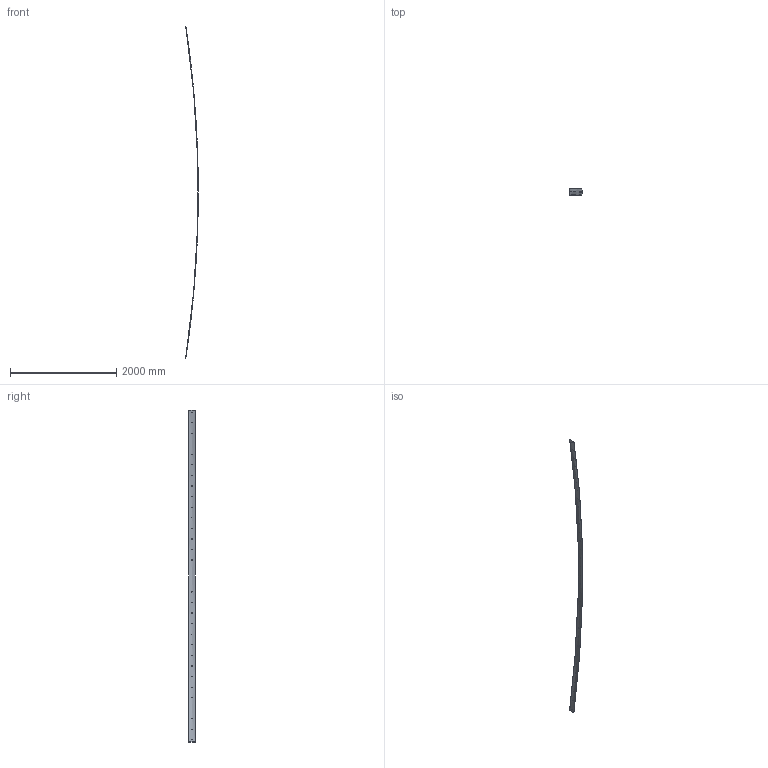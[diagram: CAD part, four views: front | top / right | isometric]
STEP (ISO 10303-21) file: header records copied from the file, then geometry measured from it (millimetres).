
FILE_DESCRIPTION(/* description */ (''),/* implementation_level */ '2;1');
FILE_NAME(/* name */ '774.stp',/* time_stamp */ '2016-10-27T15:55:08+02:00',/* author */ ('Schieber'),/* organization */ (''),/* preprocessor_version */ 'ST-DEVELOPER v16.1',/* originating_system */ 'Autodesk Inventor 2016',/* authorisation */ '');
FILE_SCHEMA (('AUTOMOTIVE_DESIGN { 1 0 10303 214 3 1 1 }'));
Length unit declared in the file: millimetre
Products named in the file (1): Abdeckblech_Hauptbogen_Achse 1
Bounding box: 236.31 x 114 x 6256.6 mm (x, y, z)
Volume: 2144966.1 mm3; surface area: 1470055.3 mm2
Topology: 1 solids, 1 shells, 38 faces, 108 edges, 72 vertices
Faces by surface type: bspline 32, plane 4, cylinder 2
Entity records: 3960 total; most frequent: CARTESIAN_POINT 3035, ORIENTED_EDGE 216, EDGE_CURVE 108, EDGE_LOOP 102, VERTEX_POINT 72, FACE_BOUND 64, B_SPLINE_CURVE_WITH_KNOTS 64, DIRECTION 62
